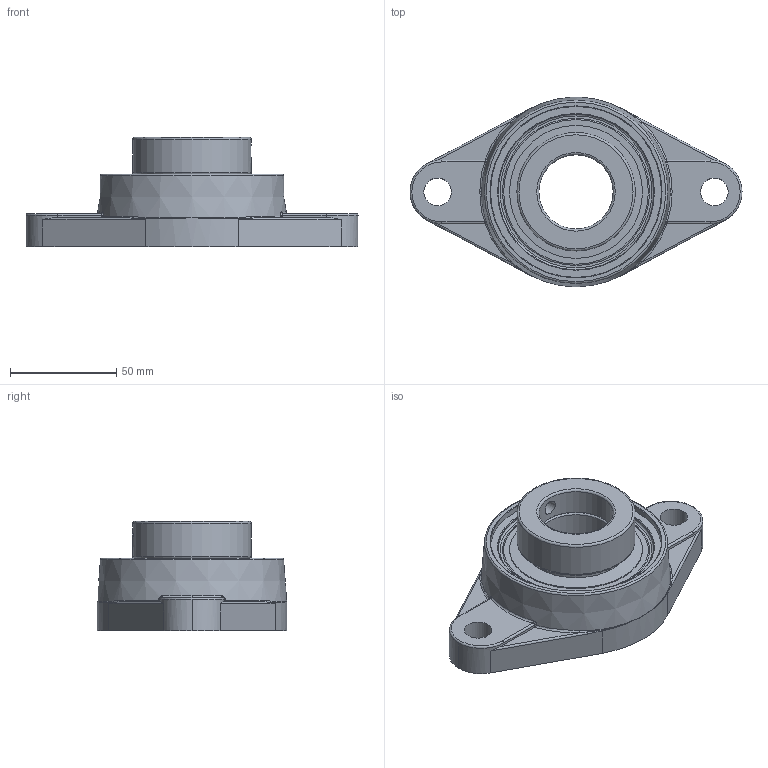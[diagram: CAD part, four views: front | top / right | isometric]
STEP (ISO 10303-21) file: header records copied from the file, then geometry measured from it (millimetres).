
FILE_DESCRIPTION(('HOOPS Exchange Step'),'2;1');
FILE_NAME('export-F593951E-DE96-44EF-8931-444987DE212A.stp','2020-05-18T15:06:29-07:00',('dkerr'),('Alibre'),'HOOPS Exchange 2020.0','Alibre','Unknown authorisation');
FILE_SCHEMA( ('AP242_MANAGED_MODEL_BASED_3D_ENGINEERING_MIM_LF {1 0 10303 442 1 1 4 }') );
Length unit declared in the file: inch
Products named in the file (8): MRN SFTM L4L 207; SNC 207 (Shield); SNC 207 (Ball Bearing); SNC 207 (Setscrew); SNC 207-22 L4L (1.375inch) (Race); SNC 207-22 (Collar); MRN SNC 207-22 L4L (1.375inch); MRN SNCSFTM 207-22 L4L (1.375inch)
Assembly tree (8 placements, depth 3):
  MRN SNCSFTM 207-22 L4L (1.375inch)
    MRN SFTM L4L 207
    MRN SNC 207-22 L4L (1.375inch)
      SNC 207 (Shield)  x2
      SNC 207 (Ball Bearing)
      SNC 207 (Setscrew)
      SNC 207-22 L4L (1.375inch) (Race)
      SNC 207-22 (Collar)
Bounding box: 156 x 89 x 51.3 mm (x, y, z)
Volume: 178126.3 mm3; surface area: 69181.8 mm2
Topology: 16 solids, 16 shells, 184 faces, 493 edges, 316 vertices
Faces by surface type: cylinder 48, plane 47, bspline 34, torus 26, sphere 16, cone 13
Full cylindrical faces by diameter (mm): 6.782 x3, 13 x2, 34.925 x2, 44.196 x2, 46.672 x2, 46.736 x2, 47.752 x2, 55.601 x1, 59.006 x2, 62.484 x2, 73.166 x1, 75.166 x1, 80.35 x1
Entity records: 11148 total; most frequent: CARTESIAN_POINT 6649, DIRECTION 915, ORIENTED_EDGE 888, EDGE_CURVE 444, AXIS2_PLACEMENT_3D 402, VERTEX_POINT 302, CIRCLE 235, EDGE_LOOP 198
